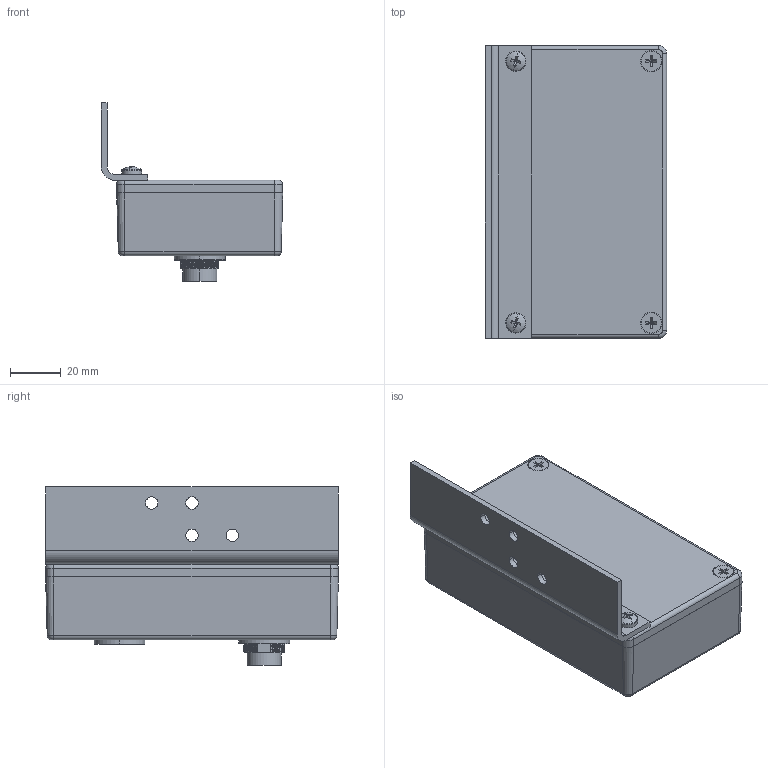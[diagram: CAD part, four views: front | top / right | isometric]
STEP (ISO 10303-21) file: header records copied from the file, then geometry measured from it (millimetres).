
FILE_DESCRIPTION (( 'STEP AP214' ), '1' );
FILE_NAME ('DAS-TP-0001.STEP', '2019-07-30T16:54:30', ( '' ), ( '' ), 'SwSTEP 2.0', 'SolidWorks 2019', '' );
FILE_SCHEMA (( 'AUTOMOTIVE_DESIGN' ));
Length unit declared in the file: inch
Products named in the file (9): DAS-TP-0001; 5420-0180; 2181-0288; 5331-0020; 7020-2941; M4-25_B18.6.7M - M4 x 0.7 x 25 Type I Cross Recessed PHMS --25S; M4-20_B18.6.7M - M4 x 0.7 x 20 Type I Cross Recessed FHMS --20S; 2182-0288; 5331-0006
Assembly tree (10 placements, depth 2):
  DAS-TP-0001
    5331-0020
    2182-0288
    2181-0288
    5331-0006
    5420-0180
    M4-20_B18.6.7M - M4 x 0.7 x 20 Type I Cross Recessed FHMS --20S  x2
    M4-25_B18.6.7M - M4 x 0.7 x 25 Type I Cross Recessed PHMS --25S  x2
    7020-2941
Bounding box: 71.58 x 115.44 x 70.26 mm (x, y, z)
Volume: 98956.4 mm3; surface area: 73661.6 mm2
Topology: 40 solids, 40 shells, 2196 faces, 5728 edges, 3695 vertices
Faces by surface type: cylinder 730, plane 641, cone 610, bspline 197, torus 14, sphere 4
Entity records: 133968 total; most frequent: CARTESIAN_POINT 77291, ORIENTED_EDGE 9340, DIRECTION 8727, EDGE_CURVE 4670, AXIS2_PLACEMENT_3D 3134, VERTEX_POINT 3043, VECTOR 2459, LINE 2459
